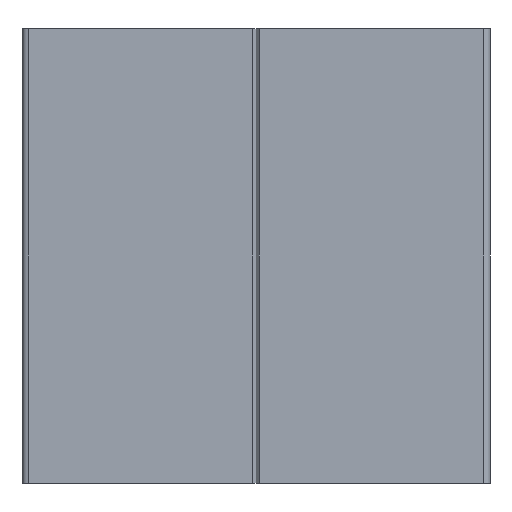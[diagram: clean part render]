
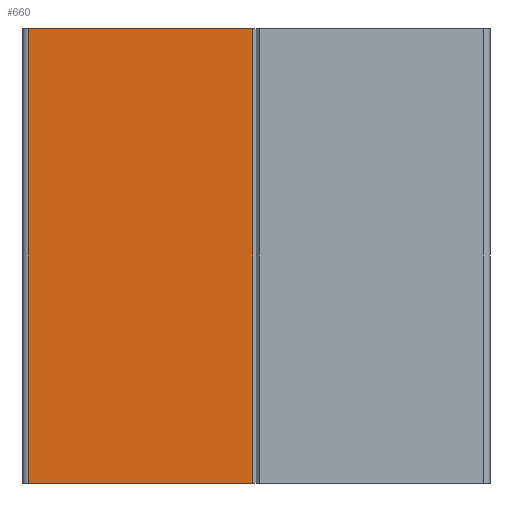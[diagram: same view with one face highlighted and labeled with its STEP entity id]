
A CAD part, front view. The second image highlights one B-rep face of the part: STEP entity #660.
In plain terms, the highlighted planar face has unit normal (0, -1, 0).
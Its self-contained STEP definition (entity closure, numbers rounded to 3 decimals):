
#74=FACE_OUTER_BOUND('',#108,.T.);
#108=EDGE_LOOP('',(#559,#560,#561,#562));
#157=LINE('',#1065,#229);
#164=LINE('',#1085,#236);
#184=LINE('',#1128,#256);
#185=LINE('',#1130,#257);
#229=VECTOR('',#858,10.);
#236=VECTOR('',#877,10.);
#256=VECTOR('',#915,10.);
#257=VECTOR('',#918,10.);
#308=VERTEX_POINT('',#1062);
#309=VERTEX_POINT('',#1064);
#315=VERTEX_POINT('',#1082);
#316=VERTEX_POINT('',#1084);
#382=EDGE_CURVE('',#308,#309,#157,.T.);
#392=EDGE_CURVE('',#315,#316,#164,.T.);
#416=EDGE_CURVE('',#309,#315,#184,.T.);
#417=EDGE_CURVE('',#308,#316,#185,.T.);
#559=ORIENTED_EDGE('',*,*,#416,.F.);
#560=ORIENTED_EDGE('',*,*,#382,.F.);
#561=ORIENTED_EDGE('',*,*,#417,.T.);
#562=ORIENTED_EDGE('',*,*,#392,.F.);
#628=PLANE('',#748);
#660=ADVANCED_FACE('',(#74),#628,.T.);
#748=AXIS2_PLACEMENT_3D('',#1129,#916,#917);
#858=DIRECTION('',(-1.,0.,0.));
#877=DIRECTION('',(1.,0.,0.));
#915=DIRECTION('',(0.,0.,1.));
#916=DIRECTION('center_axis',(0.,-1.,0.));
#917=DIRECTION('ref_axis',(1.,0.,0.));
#918=DIRECTION('',(0.,0.,1.));
#1062=CARTESIAN_POINT('',(-0.75,-10.,0.));
#1064=CARTESIAN_POINT('',(-50.,-10.,0.));
#1065=CARTESIAN_POINT('',(51.5,-10.,0.));
#1082=CARTESIAN_POINT('',(-50.,-10.,100.));
#1084=CARTESIAN_POINT('',(-0.75,-10.,100.));
#1085=CARTESIAN_POINT('',(51.5,-10.,100.));
#1128=CARTESIAN_POINT('',(-50.,-10.,0.));
#1129=CARTESIAN_POINT('Origin',(-51.5,-10.,0.));
#1130=CARTESIAN_POINT('',(-0.75,-10.,50.));
